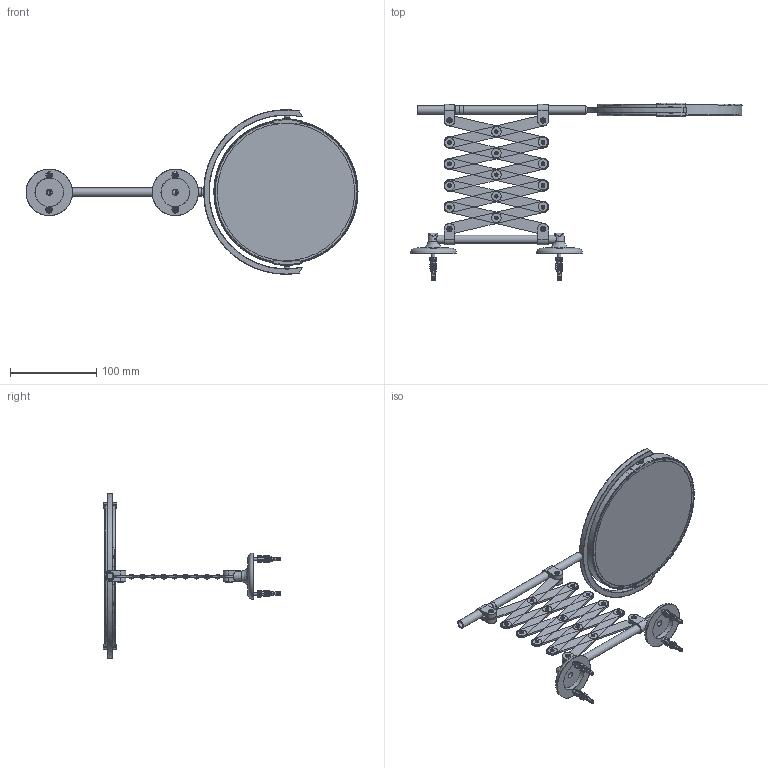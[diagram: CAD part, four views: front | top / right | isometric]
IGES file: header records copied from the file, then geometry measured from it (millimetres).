
Global section: file name: L110; native system: Autodesk Inventor 2018; preprocessor: unknown; author: adaniels; date: 20190705.121544; units: millimetre
Bounding box: 384.7 x 205.59 x 190.58 mm (x, y, z)
Volume: 199884 mm3; surface area: 208075.4 mm2
Topology: 68 solids, 68 shells, 1446 faces, 3994 edges, 2667 vertices
Faces by surface type: bspline 1446
